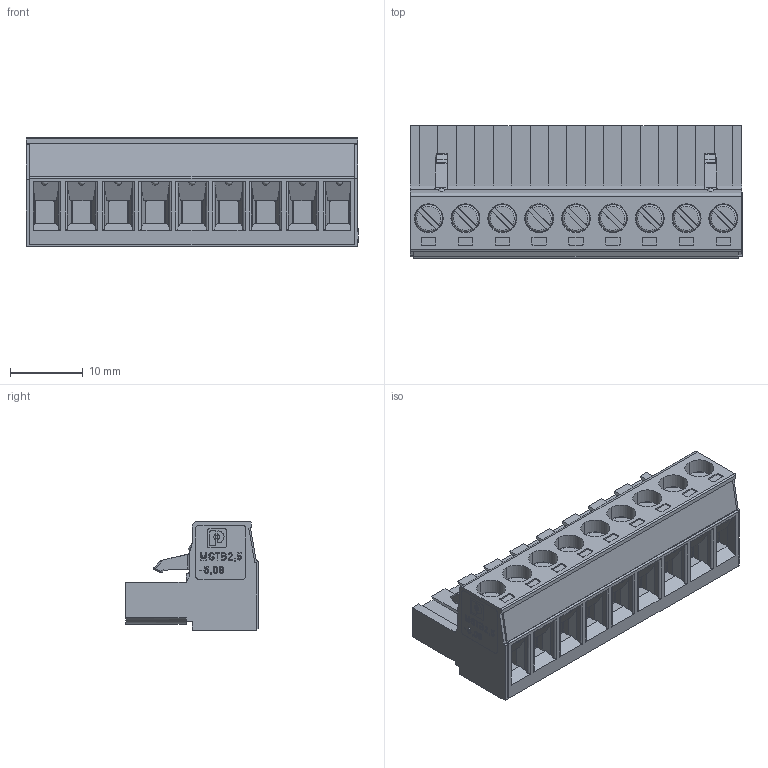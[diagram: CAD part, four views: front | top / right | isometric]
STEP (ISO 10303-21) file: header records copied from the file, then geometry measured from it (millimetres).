
FILE_DESCRIPTION(('Creo Elements/Direct Modeling STEP Export'),'2;1');
FILE_NAME('model.stp','2020-04-09T 4:29:52',(''),(''),'Creo Elements/Direct Modeling STEP processor for AP214 (Solid Model)','Creo Elements/Direct Modeling 20.1A 29-Sep-2018 (C) Parametric Technology GmbH','');
FILE_SCHEMA(('AUTOMOTIVE_DESIGN { 1 0 10303 214 1 1 1 1 }'));
Length unit declared in the file: millimetre
Products named in the file (2): MSTB-2.5-9-ST-5.08
Assembly tree (1 placements, depth 2):
  MSTB-2.5-9-ST-5.08
    MSTB-2.5-9-ST-5.08
Bounding box: 45.78 x 18.3 x 15 mm (x, y, z)
Volume: 6913.3 mm3; surface area: 5532.5 mm2
Topology: 1 solids, 1 shells, 1275 faces, 3450 edges, 2248 vertices
Faces by surface type: plane 985, cylinder 207, cone 54, torus 18, sphere 11
Entity records: 50922 total; most frequent: CARTESIAN_POINT 8994, ORIENTED_EDGE 6900, DIRECTION 6118, EDGE_CURVE 3450, VECTOR 2748, LINE 2748, VERTEX_POINT 2248, AXIS2_PLACEMENT_3D 1685
